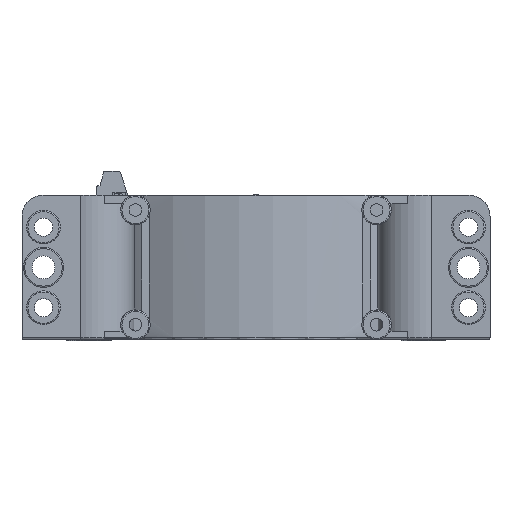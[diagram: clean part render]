
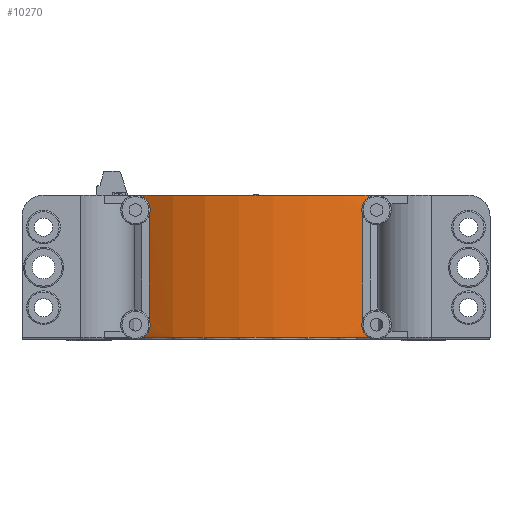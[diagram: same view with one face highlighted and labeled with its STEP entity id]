
A CAD part, front view. The second image highlights one B-rep face of the part: STEP entity #10270.
In plain terms, the highlighted cylindrical face has radius 46.7 mm (diameter 93.4 mm), a partial arc.
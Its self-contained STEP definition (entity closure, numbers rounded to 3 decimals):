
#481=B_SPLINE_CURVE_WITH_KNOTS('',3,(#16280,#16281,#16282,#16283,#16284,
#16285,#16286,#16287,#16288,#16289),.UNSPECIFIED.,.F.,.F.,(4,2,2,2,4),(-1.542,
-1.462,-1.332,-1.202,-1.072),
 .UNSPECIFIED.);
#483=B_SPLINE_CURVE_WITH_KNOTS('',3,(#16300,#16301,#16302,#16303,#16304,
#16305,#16306,#16307,#16308,#16309),.UNSPECIFIED.,.F.,.F.,(4,2,2,2,4),(0.833,
0.942,1.072,1.202,1.331),
 .UNSPECIFIED.);
#487=B_SPLINE_CURVE_WITH_KNOTS('',3,(#16335,#16336,#16337,#16338,#16339,
#16340,#16341,#16342,#16343,#16344,#16345),.UNSPECIFIED.,.F.,.F.,(4,2,2,
3,4),(-0.369,-0.26,-0.13,0.,0.13),
 .UNSPECIFIED.);
#488=B_SPLINE_CURVE_WITH_KNOTS('',3,(#16351,#16352,#16353,#16354,#16355,
#16356,#16357,#16358,#16359,#16360,#16361),.UNSPECIFIED.,.F.,.F.,(4,2,2,
3,4),(-0.34,-0.26,-0.13,0.,0.13),
 .UNSPECIFIED.);
#795=LINE('',#16486,#1783);
#796=LINE('',#16487,#1784);
#797=LINE('',#16488,#1785);
#798=LINE('',#16489,#1786);
#1783=VECTOR('',#12800,1000.);
#1784=VECTOR('',#12801,1000.);
#1785=VECTOR('',#12802,1000.);
#1786=VECTOR('',#12803,1000.);
#2572=CYLINDRICAL_SURFACE('',#11154,46.7);
#2826=FACE_OUTER_BOUND('',#3416,.T.);
#3416=EDGE_LOOP('',(#7621,#7622,#7623,#7624,#7625,#7626,#7627,#7628,#7629,
#7630));
#4194=CIRCLE('',#11126,46.7);
#4210=CIRCLE('',#11155,46.7);
#4788=VERTEX_POINT('',#16150);
#4789=VERTEX_POINT('',#16152);
#4821=VERTEX_POINT('',#16276);
#4822=VERTEX_POINT('',#16278);
#4823=VERTEX_POINT('',#16297);
#4824=VERTEX_POINT('',#16299);
#4825=VERTEX_POINT('',#16325);
#4826=VERTEX_POINT('',#16334);
#4827=VERTEX_POINT('',#16348);
#4828=VERTEX_POINT('',#16350);
#5873=EDGE_CURVE('',#4789,#4788,#4194,.T.);
#5916=EDGE_CURVE('',#4822,#4821,#481,.T.);
#5919=EDGE_CURVE('',#4824,#4823,#483,.T.);
#5923=EDGE_CURVE('',#4825,#4826,#487,.T.);
#5926=EDGE_CURVE('',#4828,#4827,#488,.T.);
#5945=EDGE_CURVE('',#4825,#4824,#4210,.T.);
#5946=EDGE_CURVE('',#4823,#4821,#795,.T.);
#5947=EDGE_CURVE('',#4789,#4822,#796,.T.);
#5948=EDGE_CURVE('',#4788,#4828,#797,.T.);
#5949=EDGE_CURVE('',#4826,#4827,#798,.T.);
#7621=ORIENTED_EDGE('',*,*,#5923,.F.);
#7622=ORIENTED_EDGE('',*,*,#5945,.T.);
#7623=ORIENTED_EDGE('',*,*,#5919,.T.);
#7624=ORIENTED_EDGE('',*,*,#5946,.T.);
#7625=ORIENTED_EDGE('',*,*,#5916,.F.);
#7626=ORIENTED_EDGE('',*,*,#5947,.F.);
#7627=ORIENTED_EDGE('',*,*,#5873,.T.);
#7628=ORIENTED_EDGE('',*,*,#5948,.T.);
#7629=ORIENTED_EDGE('',*,*,#5926,.T.);
#7630=ORIENTED_EDGE('',*,*,#5949,.F.);
#10270=ADVANCED_FACE('',(#2826),#2572,.T.);
#11126=AXIS2_PLACEMENT_3D('',#16153,#12702,#12703);
#11154=AXIS2_PLACEMENT_3D('',#16484,#12796,#12797);
#11155=AXIS2_PLACEMENT_3D('',#16485,#12798,#12799);
#12702=DIRECTION('center_axis',(0.,0.,1.));
#12703=DIRECTION('ref_axis',(-1.,0.,0.));
#12796=DIRECTION('center_axis',(0.,0.,1.));
#12797=DIRECTION('ref_axis',(1.,0.,0.));
#12798=DIRECTION('center_axis',(0.,0.,-1.));
#12799=DIRECTION('ref_axis',(1.,0.,0.));
#12800=DIRECTION('',(0.,0.,-1.));
#12801=DIRECTION('',(0.,0.,1.));
#12802=DIRECTION('',(0.,0.,1.));
#12803=DIRECTION('',(0.,0.,-1.));
#16150=CARTESIAN_POINT('',(26.577,-36.05,0.));
#16152=CARTESIAN_POINT('',(-26.577,-36.05,0.));
#16153=CARTESIAN_POINT('Origin',(0.,2.35,0.));
#16276=CARTESIAN_POINT('',(-25.35,-36.871,4.799));
#16278=CARTESIAN_POINT('',(-26.577,-36.05,0.644));
#16280=CARTESIAN_POINT('Ctrl Pts',(-26.577,-36.05,
0.644));
#16281=CARTESIAN_POINT('Ctrl Pts',(-26.379,-36.187,
0.784));
#16282=CARTESIAN_POINT('Ctrl Pts',(-26.195,-36.312,
0.946));
#16283=CARTESIAN_POINT('Ctrl Pts',(-25.762,-36.602,
1.413));
#16284=CARTESIAN_POINT('Ctrl Pts',(-25.517,-36.763,
1.784));
#16285=CARTESIAN_POINT('Ctrl Pts',(-25.186,-36.977,2.61));
#16286=CARTESIAN_POINT('Ctrl Pts',(-25.1,-37.031,
3.067));
#16287=CARTESIAN_POINT('Ctrl Pts',(-25.1,-37.031,
3.932));
#16288=CARTESIAN_POINT('Ctrl Pts',(-25.185,-36.977,4.387));
#16289=CARTESIAN_POINT('Ctrl Pts',(-25.35,-36.871,4.799));
#16297=CARTESIAN_POINT('',(-25.35,-36.871,29.401));
#16299=CARTESIAN_POINT('',(-26.797,-35.897,33.7));
#16300=CARTESIAN_POINT('Ctrl Pts',(-26.797,-35.897,33.7));
#16301=CARTESIAN_POINT('Ctrl Pts',(-26.516,-36.094,
33.531));
#16302=CARTESIAN_POINT('Ctrl Pts',(-26.255,-36.272,
33.319));
#16303=CARTESIAN_POINT('Ctrl Pts',(-25.762,-36.602,
32.787));
#16304=CARTESIAN_POINT('Ctrl Pts',(-25.517,-36.763,
32.416));
#16305=CARTESIAN_POINT('Ctrl Pts',(-25.186,-36.977,31.59));
#16306=CARTESIAN_POINT('Ctrl Pts',(-25.1,-37.031,
31.133));
#16307=CARTESIAN_POINT('Ctrl Pts',(-25.1,-37.031,
30.268));
#16308=CARTESIAN_POINT('Ctrl Pts',(-25.185,-36.977,29.813));
#16309=CARTESIAN_POINT('Ctrl Pts',(-25.35,-36.871,29.401));
#16325=CARTESIAN_POINT('',(26.797,-35.897,33.7));
#16334=CARTESIAN_POINT('',(25.35,-36.871,29.401));
#16335=CARTESIAN_POINT('Ctrl Pts',(26.797,-35.897,33.7));
#16336=CARTESIAN_POINT('Ctrl Pts',(26.516,-36.094,33.531));
#16337=CARTESIAN_POINT('Ctrl Pts',(26.255,-36.272,33.319));
#16338=CARTESIAN_POINT('Ctrl Pts',(25.762,-36.602,32.787));
#16339=CARTESIAN_POINT('Ctrl Pts',(25.517,-36.763,32.416));
#16340=CARTESIAN_POINT('Ctrl Pts',(25.186,-36.977,31.59));
#16341=CARTESIAN_POINT('Ctrl Pts',(25.1,-37.031,31.133));
#16342=CARTESIAN_POINT('Ctrl Pts',(25.1,-37.031,30.7));
#16343=CARTESIAN_POINT('Ctrl Pts',(25.1,-37.031,30.268));
#16344=CARTESIAN_POINT('Ctrl Pts',(25.185,-36.977,29.813));
#16345=CARTESIAN_POINT('Ctrl Pts',(25.35,-36.871,29.401));
#16348=CARTESIAN_POINT('',(25.35,-36.871,4.799));
#16350=CARTESIAN_POINT('',(26.577,-36.05,0.644));
#16351=CARTESIAN_POINT('Ctrl Pts',(26.577,-36.05,0.644));
#16352=CARTESIAN_POINT('Ctrl Pts',(26.379,-36.187,0.784));
#16353=CARTESIAN_POINT('Ctrl Pts',(26.195,-36.312,0.946));
#16354=CARTESIAN_POINT('Ctrl Pts',(25.762,-36.602,1.413));
#16355=CARTESIAN_POINT('Ctrl Pts',(25.517,-36.763,1.784));
#16356=CARTESIAN_POINT('Ctrl Pts',(25.186,-36.977,2.61));
#16357=CARTESIAN_POINT('Ctrl Pts',(25.1,-37.031,3.067));
#16358=CARTESIAN_POINT('Ctrl Pts',(25.1,-37.031,3.5));
#16359=CARTESIAN_POINT('Ctrl Pts',(25.1,-37.031,3.932));
#16360=CARTESIAN_POINT('Ctrl Pts',(25.185,-36.977,4.387));
#16361=CARTESIAN_POINT('Ctrl Pts',(25.35,-36.871,4.799));
#16484=CARTESIAN_POINT('Origin',(0.,2.35,0.));
#16485=CARTESIAN_POINT('Origin',(0.,2.35,33.7));
#16486=CARTESIAN_POINT('',(-25.35,-36.871,0.));
#16487=CARTESIAN_POINT('',(-26.577,-36.05,0.));
#16488=CARTESIAN_POINT('',(26.577,-36.05,0.));
#16489=CARTESIAN_POINT('',(25.35,-36.871,0.));
